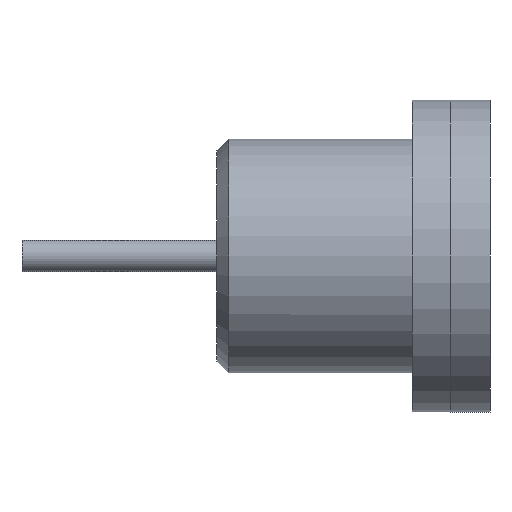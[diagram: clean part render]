
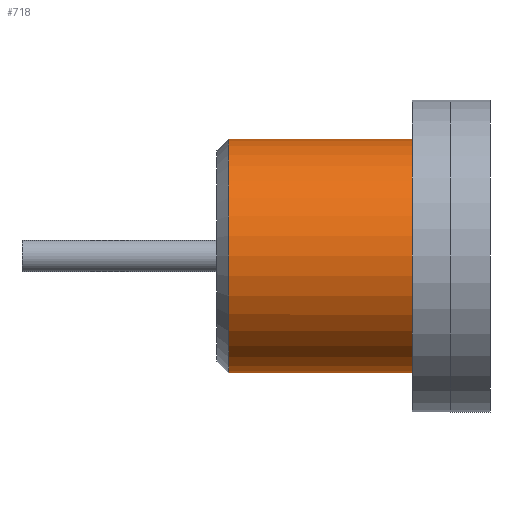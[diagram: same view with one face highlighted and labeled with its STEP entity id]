
A CAD part, left-side view. The second image highlights one B-rep face of the part: STEP entity #718.
In plain terms, the highlighted cylindrical face has radius 30 mm (diameter 60 mm), a partial arc.
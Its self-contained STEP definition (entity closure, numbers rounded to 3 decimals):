
#58 = CYLINDRICAL_SURFACE ( 'NONE', #1191, 30. ) ;
#75 = ORIENTED_EDGE ( 'NONE', *, *, #1819, .T. ) ;
#93 = AXIS2_PLACEMENT_3D ( 'NONE', #889, #1545, #2035 ) ;
#160 = ORIENTED_EDGE ( 'NONE', *, *, #854, .T. ) ;
#177 = CARTESIAN_POINT ( 'NONE',  ( 0., 60., 0. ) ) ;
#198 = AXIS2_PLACEMENT_3D ( 'NONE', #1516, #1198, #388 ) ;
#232 = CARTESIAN_POINT ( 'NONE',  ( 0., 60., -30. ) ) ;
#266 = ORIENTED_EDGE ( 'NONE', *, *, #1209, .T. ) ;
#357 = FACE_OUTER_BOUND ( 'NONE', #2081, .T. ) ;
#388 = DIRECTION ( 'NONE',  ( 0., 0., 1. ) ) ;
#485 = VERTEX_POINT ( 'NONE', #2084 ) ;
#709 = DIRECTION ( 'NONE',  ( 0., 0., -1. ) ) ;
#718 = ADVANCED_FACE ( 'NONE', ( #357 ), #58, .T. ) ;
#721 = CARTESIAN_POINT ( 'NONE',  ( 0., 57., -30. ) ) ;
#785 = CARTESIAN_POINT ( 'NONE',  ( 0., 10., -30. ) ) ;
#787 = CARTESIAN_POINT ( 'NONE',  ( 0., 60., 30. ) ) ;
#844 = VECTOR ( 'NONE', #1370, 1000. ) ;
#854 = EDGE_CURVE ( 'NONE', #1487, #1647, #1114, .T. ) ;
#889 = CARTESIAN_POINT ( 'NONE',  ( 0., 57., 0. ) ) ;
#1008 = DIRECTION ( 'NONE',  ( 0., -1., 0. ) ) ;
#1049 = EDGE_CURVE ( 'NONE', #485, #1647, #1338, .T. ) ;
#1114 = CIRCLE ( 'NONE', #198, 30. ) ;
#1159 = CARTESIAN_POINT ( 'NONE',  ( 0., 10., 30. ) ) ;
#1183 = CIRCLE ( 'NONE', #93, 30. ) ;
#1185 = VECTOR ( 'NONE', #1454, 1000. ) ;
#1191 = AXIS2_PLACEMENT_3D ( 'NONE', #177, #1008, #709 ) ;
#1198 = DIRECTION ( 'NONE',  ( 0., 1., 0. ) ) ;
#1209 = EDGE_CURVE ( 'NONE', #1731, #1487, #1380, .T. ) ;
#1338 = LINE ( 'NONE', #787, #1185 ) ;
#1370 = DIRECTION ( 'NONE',  ( 0., -1., 0. ) ) ;
#1380 = LINE ( 'NONE', #232, #844 ) ;
#1454 = DIRECTION ( 'NONE',  ( 0., -1., 0. ) ) ;
#1487 = VERTEX_POINT ( 'NONE', #785 ) ;
#1516 = CARTESIAN_POINT ( 'NONE',  ( 0., 10., 0. ) ) ;
#1545 = DIRECTION ( 'NONE',  ( 0., -1., 0. ) ) ;
#1647 = VERTEX_POINT ( 'NONE', #1159 ) ;
#1731 = VERTEX_POINT ( 'NONE', #721 ) ;
#1819 = EDGE_CURVE ( 'NONE', #485, #1731, #1183, .T. ) ;
#1870 = ORIENTED_EDGE ( 'NONE', *, *, #1049, .F. ) ;
#2035 = DIRECTION ( 'NONE',  ( 0., 0., 1. ) ) ;
#2081 = EDGE_LOOP ( 'NONE', ( #1870, #75, #266, #160 ) ) ;
#2084 = CARTESIAN_POINT ( 'NONE',  ( 0., 57., 30. ) ) ;
